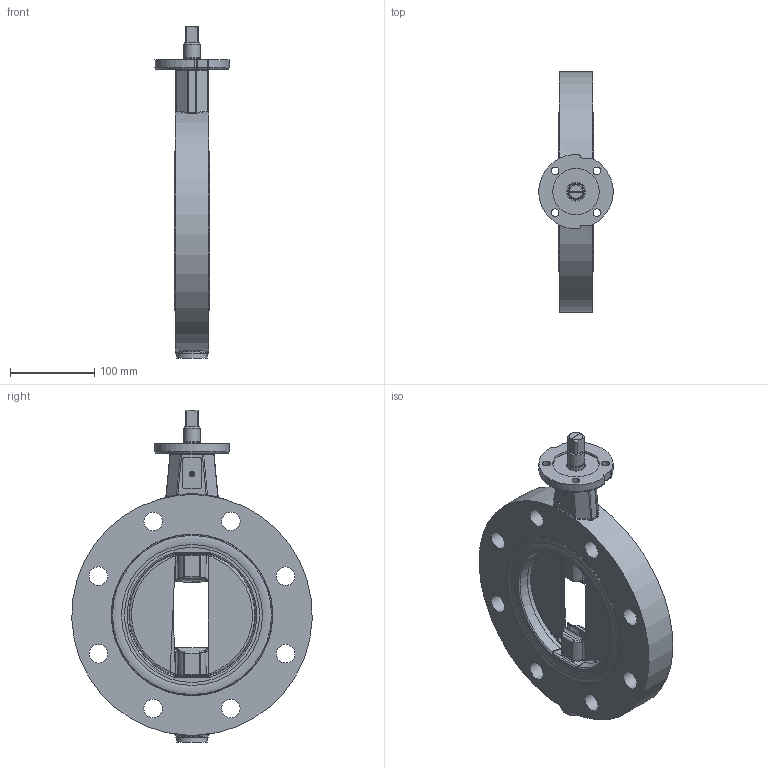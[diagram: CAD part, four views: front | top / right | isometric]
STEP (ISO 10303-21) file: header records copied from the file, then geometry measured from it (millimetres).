
FILE_DESCRIPTION((''),'2;1');
FILE_NAME('Z014-WN-DN150-PN10.stp','2009-01-15T08:15:37',('hellwig'),(''),'Autodesk Inventor 2008','Autodesk Inventor 2008','');
FILE_SCHEMA(('AUTOMOTIVE_DESIGN { 1 0 10303 214 1 1 1 1 }'));
Length unit declared in the file: millimetre
Products named in the file (1): Bauteil1
Bounding box: 87.68 x 284.81 x 393.3 mm (x, y, z)
Volume: 2001260 mm3; surface area: 264176.5 mm2
Topology: 4 solids, 7 shells, 695 faces, 1768 edges, 1104 vertices
Faces by surface type: plane 261, bspline 216, cylinder 149, torus 34, cone 31, sphere 4
Full cylindrical faces by diameter (mm): 4 x1, 4.917 x1, 6 x2, 16 x1, 16.2 x3, 16.3 x1, 19 x1, 19.5 x1, 20 x7, 20.2 x3, 20.35 x3, 22 x8, 24.95 x3, 25 x2, 27 x2, 27.3 x2, 28.4 x2, 30 x1, 36 x1, 38 x1, 55.1 x1, 163.8 x2, 179.5 x2, 190 x2, 191.5 x2
Entity records: 34097 total; most frequent: CARTESIAN_POINT 18816, ORIENTED_EDGE 3200, DIRECTION 2402, EDGE_CURVE 1600, VERTEX_POINT 1063, EDGE_LOOP 889, AXIS2_PLACEMENT_3D 871, FACE_OUTER_BOUND 695
